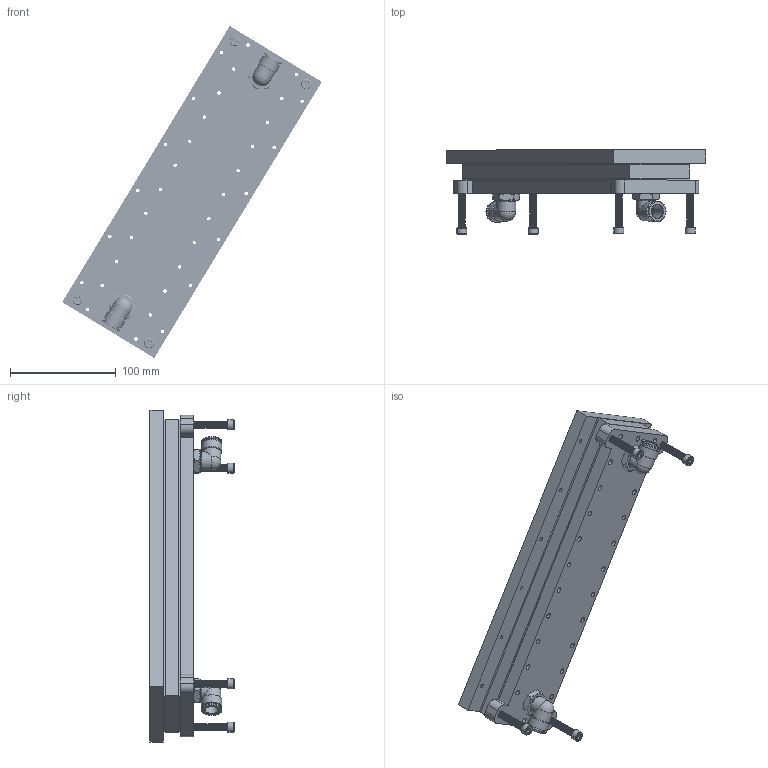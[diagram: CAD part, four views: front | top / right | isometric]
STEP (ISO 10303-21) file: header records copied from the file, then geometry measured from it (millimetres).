
FILE_DESCRIPTION(/* description */ (''),/* implementation_level */ '2;1');
FILE_NAME(/* name */ 'Ed''WaterBlock.stp',/* time_stamp */ '2020-04-27T17:40:46-04:00',/* author */ ('Ed'),/* organization */ (''),/* preprocessor_version */ 'ST-DEVELOPER v17.2',/* originating_system */ 'Autodesk Inventor 2019',/* authorisation */ '');
FILE_SCHEMA (('AUTOMOTIVE_DESIGN { 1 0 10303 214 3 1 1 }'));
Length unit declared in the file: inch
Products named in the file (7): WaterBlock; PVCBottom; PVCmiddle; Gasket; AlTop; TubeFitting; 1420feet
Assembly tree (11 placements, depth 2):
  WaterBlock
    PVCBottom
    Gasket  x2
    PVCmiddle
    AlTop
    TubeFitting  x2
    1420feet  x4
Bounding box: 244.96 x 79.38 x 313.29 mm (x, y, z)
Volume: 801446.9 mm3; surface area: 231324.4 mm2
Topology: 11 solids, 11 shells, 662 faces, 2128 edges, 1502 vertices
Faces by surface type: cylinder 436, plane 118, cone 86, bspline 14, torus 4, sphere 4
Full cylindrical faces by diameter (mm): 3.302 x90, 4.7 x116, 4.826 x52, 5.08 x4, 6.35 x116, 9.525 x4, 12.7 x2, 16 x2, 17 x2, 17.65 x4, 17.856 x2, 19.3 x4
Entity records: 24179 total; most frequent: CARTESIAN_POINT 13354, ORIENTED_EDGE 2250, DIRECTION 2194, EDGE_CURVE 1125, AXIS2_PLACEMENT_3D 929, VERTEX_POINT 828, CIRCLE 596, EDGE_LOOP 573
